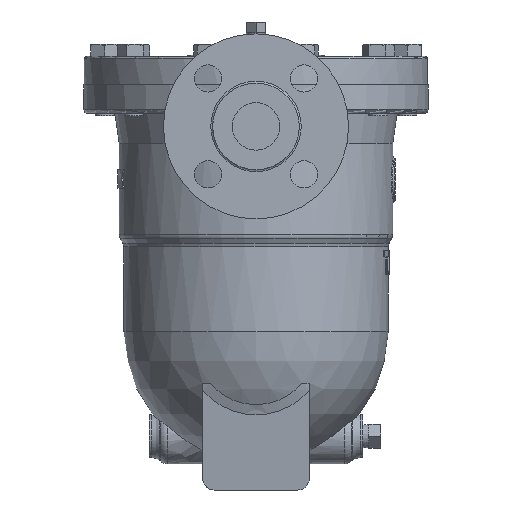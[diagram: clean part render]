
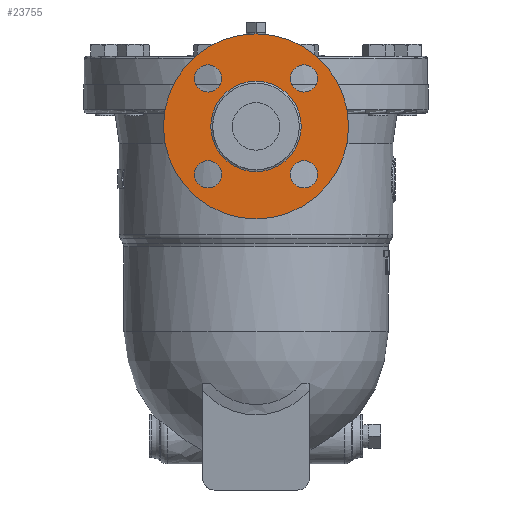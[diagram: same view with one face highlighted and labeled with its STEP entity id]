
A CAD part, left-side view. The second image highlights one B-rep face of the part: STEP entity #23755.
In plain terms, the highlighted planar face has unit normal (-1, 0, 0).
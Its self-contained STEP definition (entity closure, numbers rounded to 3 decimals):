
#23637=CARTESIAN_POINT('',(-190.4,0.0,3.1));
#23638=VERTEX_POINT('',#23637);
#23639=CARTESIAN_POINT('',(-190.4,0.0,-35.));
#23640=DIRECTION('',(-1.0,0.0,0.0));
#23641=DIRECTION('',(0.0,0.0,-1.0));
#23642=AXIS2_PLACEMENT_3D('',#23639,#23640,#23641);
#23643=CIRCLE('',#23642,38.1);
#23644=EDGE_CURVE('',#23638,#23638,#23643,.T.);
#23688=CARTESIAN_POINT('',(-190.4,0.0,43.));
#23689=VERTEX_POINT('',#23688);
#23690=CARTESIAN_POINT('',(-190.4,0.0,-35.));
#23691=DIRECTION('',(-1.0,0.0,0.0));
#23692=DIRECTION('',(0.0,0.0,1.0));
#23693=AXIS2_PLACEMENT_3D('',#23690,#23691,#23692);
#23694=CIRCLE('',#23693,78.);
#23695=EDGE_CURVE('',#23689,#23689,#23694,.T.);
#23700=CARTESIAN_POINT('',(-190.4,0.0,22.25));
#23701=DIRECTION('',(-1.0,0.0,0.0));
#23702=DIRECTION('',(0.0,0.0,1.0));
#23703=AXIS2_PLACEMENT_3D('',#23700,#23701,#23702);
#23704=PLANE('',#23703);
#23705=ORIENTED_EDGE('',*,*,#23695,.T.);
#23706=EDGE_LOOP('',(#23705));
#23707=FACE_OUTER_BOUND('',#23706,.T.);
#23708=CARTESIAN_POINT('',(-190.4,51.911,-75.411));
#23709=VERTEX_POINT('',#23708);
#23710=CARTESIAN_POINT('',(-190.4,40.411,-75.411));
#23711=DIRECTION('',(1.0,0.0,0.0));
#23712=DIRECTION('',(0.0,1.0,0.0));
#23713=AXIS2_PLACEMENT_3D('',#23710,#23711,#23712);
#23714=CIRCLE('',#23713,11.5);
#23715=EDGE_CURVE('',#23709,#23709,#23714,.T.);
#23716=ORIENTED_EDGE('',*,*,#23715,.T.);
#23717=EDGE_LOOP('',(#23716));
#23718=FACE_BOUND('',#23717,.T.);
#23719=ORIENTED_EDGE('',*,*,#23644,.F.);
#23720=EDGE_LOOP('',(#23719));
#23721=FACE_BOUND('',#23720,.T.);
#23722=CARTESIAN_POINT('',(-190.4,-51.911,5.411));
#23723=VERTEX_POINT('',#23722);
#23724=CARTESIAN_POINT('',(-190.4,-40.411,5.411));
#23725=DIRECTION('',(1.0,0.0,0.0));
#23726=DIRECTION('',(0.0,-1.0,0.0));
#23727=AXIS2_PLACEMENT_3D('',#23724,#23725,#23726);
#23728=CIRCLE('',#23727,11.5);
#23729=EDGE_CURVE('',#23723,#23723,#23728,.T.);
#23730=ORIENTED_EDGE('',*,*,#23729,.T.);
#23731=EDGE_LOOP('',(#23730));
#23732=FACE_BOUND('',#23731,.T.);
#23733=CARTESIAN_POINT('',(-190.4,40.411,16.911));
#23734=VERTEX_POINT('',#23733);
#23735=CARTESIAN_POINT('',(-190.4,40.411,5.411));
#23736=DIRECTION('',(1.0,0.0,0.0));
#23737=DIRECTION('',(0.0,0.0,1.0));
#23738=AXIS2_PLACEMENT_3D('',#23735,#23736,#23737);
#23739=CIRCLE('',#23738,11.5);
#23740=EDGE_CURVE('',#23734,#23734,#23739,.T.);
#23741=ORIENTED_EDGE('',*,*,#23740,.T.);
#23742=EDGE_LOOP('',(#23741));
#23743=FACE_BOUND('',#23742,.T.);
#23744=CARTESIAN_POINT('',(-190.4,-40.411,-86.911));
#23745=VERTEX_POINT('',#23744);
#23746=CARTESIAN_POINT('',(-190.4,-40.411,-75.411));
#23747=DIRECTION('',(1.0,0.0,0.0));
#23748=DIRECTION('',(0.0,0.0,-1.0));
#23749=AXIS2_PLACEMENT_3D('',#23746,#23747,#23748);
#23750=CIRCLE('',#23749,11.5);
#23751=EDGE_CURVE('',#23745,#23745,#23750,.T.);
#23752=ORIENTED_EDGE('',*,*,#23751,.T.);
#23753=EDGE_LOOP('',(#23752));
#23754=FACE_BOUND('',#23753,.T.);
#23755=ADVANCED_FACE('',(#23707,#23718,#23721,#23732,#23743,#23754),#23704,.T.);
